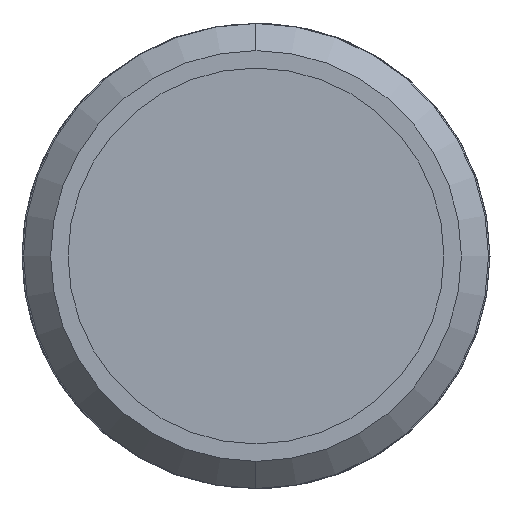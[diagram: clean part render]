
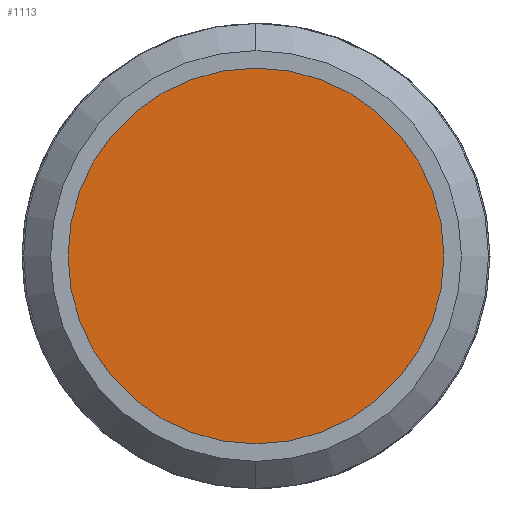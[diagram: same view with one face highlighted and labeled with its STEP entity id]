
A CAD part, front view. The second image highlights one B-rep face of the part: STEP entity #1113.
In plain terms, the highlighted planar face has unit normal (0, -1, 0).
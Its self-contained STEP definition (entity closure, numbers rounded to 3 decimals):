
#1113=ADVANCED_FACE('',(#2177),#2178,.T.);
#1119=EDGE_CURVE('',#2183,#2187,#2188,.T.);
#1123=EDGE_CURVE('',#2183,#2187,#2193,.T.);
#2177=FACE_OUTER_BOUND('',#3281,.T.);
#2178=PLANE('',#3282);
#2183=VERTEX_POINT('',#3288);
#2187=VERTEX_POINT('',#3294);
#2188=CIRCLE('',#3295,4.85);
#2193=CIRCLE('',#3303,4.85);
#3281=EDGE_LOOP('',(#5736,#5737));
#3282=AXIS2_PLACEMENT_3D('',#5738,#5739,#5740);
#3288=CARTESIAN_POINT('',(4.85,-0.01,0.0));
#3294=CARTESIAN_POINT('',(-4.85,-0.01,0.0));
#3295=AXIS2_PLACEMENT_3D('',#5750,#5751,#5752);
#3303=AXIS2_PLACEMENT_3D('',#5754,#5755,#5756);
#5736=ORIENTED_EDGE('',*,*,#1119,.F.);
#5737=ORIENTED_EDGE('',*,*,#1123,.T.);
#5738=CARTESIAN_POINT('',(0.0,-0.01,0.0));
#5739=DIRECTION('',(0.0,-1.0,0.0));
#5740=DIRECTION('',(1.0,0.0,0.0));
#5750=CARTESIAN_POINT('',(0.0,-0.01,0.0));
#5751=DIRECTION('',(-0.0,1.0,0.0));
#5752=DIRECTION('',(1.0,0.0,0.0));
#5754=CARTESIAN_POINT('',(0.0,-0.01,0.0));
#5755=DIRECTION('',(0.0,-1.0,0.0));
#5756=DIRECTION('',(1.0,0.0,0.0));
